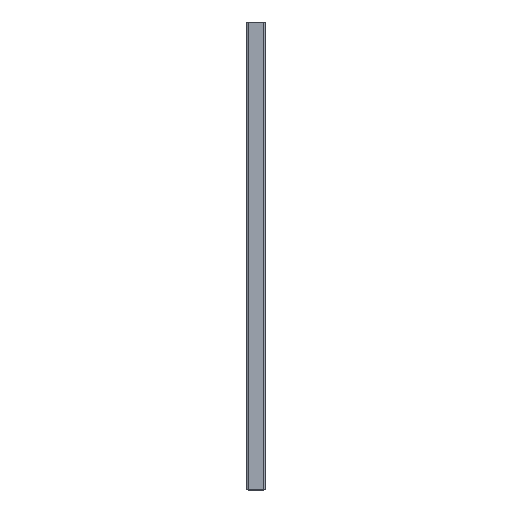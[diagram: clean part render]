
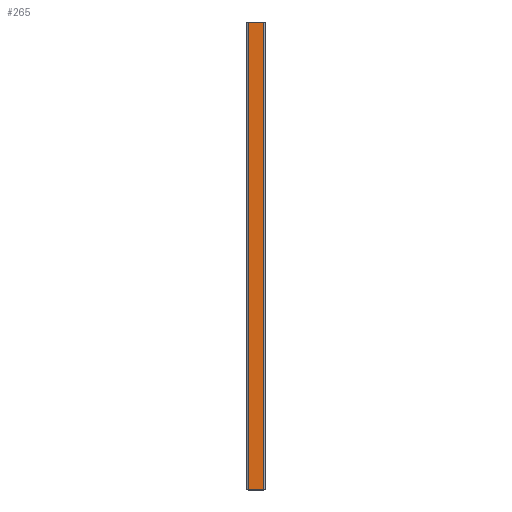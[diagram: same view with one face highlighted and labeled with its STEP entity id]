
A CAD part, top view. The second image highlights one B-rep face of the part: STEP entity #265.
In plain terms, the highlighted planar face has unit normal (0, 0, 1).
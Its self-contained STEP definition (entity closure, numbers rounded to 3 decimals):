
#265=ADVANCED_FACE('',(#518),#519,.F.);
#518=FACE_OUTER_BOUND('',#784,.T.);
#519=PLANE('',#785);
#784=EDGE_LOOP('',(#1836,#1837,#1838,#1839));
#785=AXIS2_PLACEMENT_3D('',#1840,#1841,#1842);
#1836=ORIENTED_EDGE('',*,*,#2258,.F.);
#1837=ORIENTED_EDGE('',*,*,#2293,.F.);
#1838=ORIENTED_EDGE('',*,*,#2041,.F.);
#1839=ORIENTED_EDGE('',*,*,#2292,.T.);
#1840=CARTESIAN_POINT('',(0.,3500.0,20.));
#1841=DIRECTION('',(0.,0.,-1.0));
#1842=DIRECTION('',(-1.0,0.,0.));
#2041=EDGE_CURVE('',#2519,#2521,#2522,.T.);
#2258=EDGE_CURVE('',#2860,#2862,#2863,.T.);
#2292=EDGE_CURVE('',#2519,#2862,#2912,.T.);
#2293=EDGE_CURVE('',#2521,#2860,#2913,.T.);
#2519=VERTEX_POINT('',#3223);
#2521=VERTEX_POINT('',#3225);
#2522=LINE('',#3226,#3227);
#2860=VERTEX_POINT('',#3757);
#2862=VERTEX_POINT('',#3759);
#2863=LINE('',#3760,#3761);
#2912=LINE('',#3842,#3843);
#2913=LINE('',#3844,#3845);
#3223=CARTESIAN_POINT('',(-17.,1000.0,20.));
#3225=CARTESIAN_POINT('',(17.,1000.0,20.));
#3226=CARTESIAN_POINT('',(0.,1000.0,20.));
#3227=VECTOR('',#4023,1.0);
#3757=CARTESIAN_POINT('',(17.,0.0,20.));
#3759=CARTESIAN_POINT('',(-17.,0.0,20.));
#3760=CARTESIAN_POINT('',(0.,0.0,20.));
#3761=VECTOR('',#4288,1.0);
#3842=CARTESIAN_POINT('',(-17.,3500.0,20.));
#3843=VECTOR('',#4324,1.0);
#3844=CARTESIAN_POINT('',(17.,3500.0,20.));
#3845=VECTOR('',#4325,1.0);
#4023=DIRECTION('',(1.0,0.,0.));
#4288=DIRECTION('',(-1.0,0.,0.));
#4324=DIRECTION('',(0.,-1.0,0.0));
#4325=DIRECTION('',(0.,-1.0,0.0));
